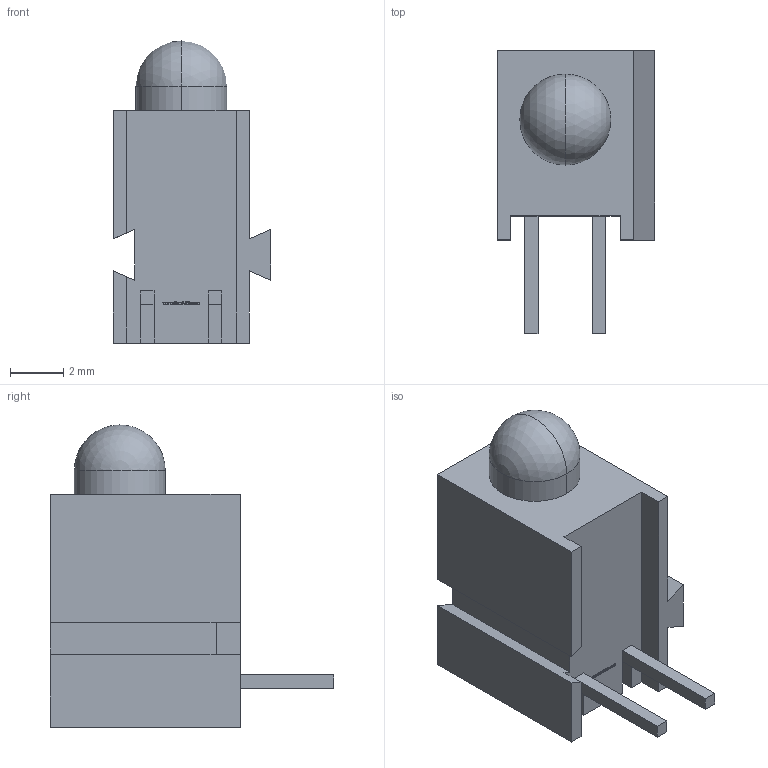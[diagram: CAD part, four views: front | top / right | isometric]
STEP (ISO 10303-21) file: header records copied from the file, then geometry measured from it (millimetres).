
FILE_DESCRIPTION (( 'STEP AP214' ), '1' );
FILE_NAME ('XPT1Lxx41.STEP', '2015-09-04T17:16:39', ( '' ), ( '' ), 'SwSTEP 2.0', 'SolidWorks 2012', '' );
FILE_SCHEMA (( 'AUTOMOTIVE_DESIGN' ));
Length unit declared in the file: millimetre
Products named in the file (1): XPT1Lxx41
Bounding box: 5.9 x 10.6 x 11.3 mm (x, y, z)
Volume: 298.8 mm3; surface area: 381.2 mm2
Topology: 1 solids, 1 shells, 230 faces, 632 edges, 419 vertices
Faces by surface type: plane 158, bspline 68, cylinder 2, sphere 2
Entity records: 12044 total; most frequent: CARTESIAN_POINT 4488, ORIENTED_EDGE 1256, DIRECTION 824, EDGE_CURVE 628, VECTOR 486, LINE 486, VERTEX_POINT 417, EDGE_LOOP 247
